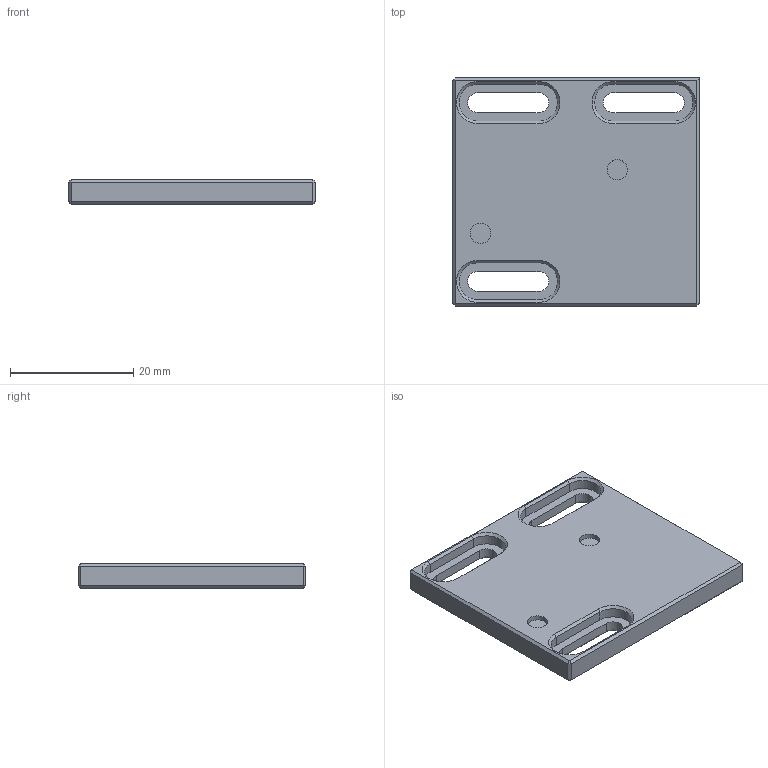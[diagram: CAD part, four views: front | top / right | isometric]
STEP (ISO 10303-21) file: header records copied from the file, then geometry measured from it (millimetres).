
FILE_DESCRIPTION(('FreeCAD Model'),'2;1');
FILE_NAME('Open CASCADE Shape Model','2021-09-02T19:10:19',('Author'),( ''),'Open CASCADE STEP processor 7.5','FreeCAD','Unknown');
FILE_SCHEMA(('AUTOMOTIVE_DESIGN { 1 0 10303 214 1 1 1 1 }'));
Length unit declared in the file: millimetre
Products named in the file (1): Y-EndSwitchMount_F
Bounding box: 40 x 37 x 4 mm (x, y, z)
Volume: 4930 mm3; surface area: 3769.7 mm2
Topology: 1 solids, 1 shells, 113 faces, 253 edges, 154 vertices
Faces by surface type: plane 81, cylinder 16, cone 14, extrusion 2
Full cylindrical faces by diameter (mm): 3.3 x2, 5.6 x2
Entity records: 6462 total; most frequent: CARTESIAN_POINT 1191, DIRECTION 1001, VECTOR 669, LINE 667, ORIENTED_EDGE 506, PCURVE 506, DEFINITIONAL_REPRESENTATION 506, EDGE_CURVE 253
